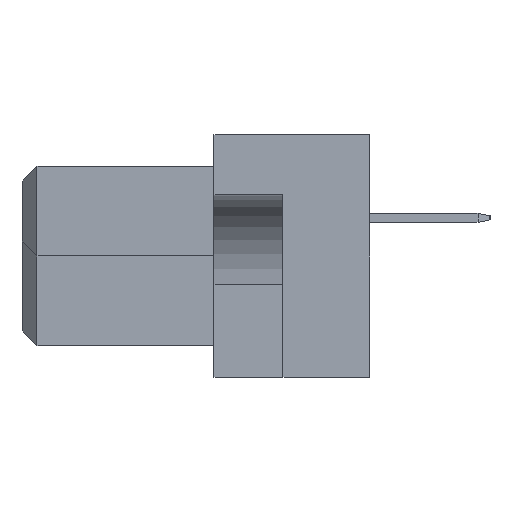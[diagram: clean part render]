
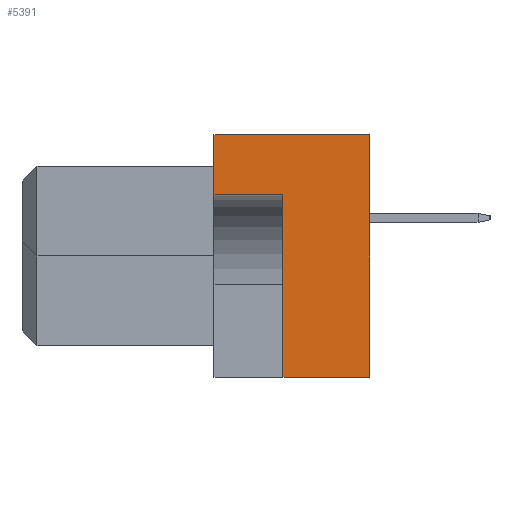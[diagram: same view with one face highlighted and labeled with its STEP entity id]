
A CAD part, left-side view. The second image highlights one B-rep face of the part: STEP entity #5391.
In plain terms, the highlighted planar face has unit normal (-1, 0, 0).
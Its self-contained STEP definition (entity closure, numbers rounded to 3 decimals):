
#56 = LINE ( 'NONE', #4275, #3480 ) ;
#110 = ORIENTED_EDGE ( 'NONE', *, *, #6011, .F. ) ;
#247 = VECTOR ( 'NONE', #5551, 1000. ) ;
#1874 = VECTOR ( 'NONE', #11834, 1000. ) ;
#1902 = LINE ( 'NONE', #6198, #4985 ) ;
#2114 = EDGE_CURVE ( 'NONE', #10457, #3181, #56, .T. ) ;
#3147 = VERTEX_POINT ( 'NONE', #13502 ) ;
#3180 = AXIS2_PLACEMENT_3D ( 'NONE', #10020, #5924, #11194 ) ;
#3181 = VERTEX_POINT ( 'NONE', #13364 ) ;
#3240 = CARTESIAN_POINT ( 'NONE',  ( -27.5, 2.9, 2.05 ) ) ;
#3364 = EDGE_CURVE ( 'NONE', #3147, #4581, #5130, .T. ) ;
#3480 = VECTOR ( 'NONE', #7369, 1000. ) ;
#3652 = ORIENTED_EDGE ( 'NONE', *, *, #9724, .T. ) ;
#3972 = EDGE_CURVE ( 'NONE', #8589, #12314, #9108, .T. ) ;
#4139 = VECTOR ( 'NONE', #6399, 1000. ) ;
#4275 = CARTESIAN_POINT ( 'NONE',  ( -27.5, 2.9, 2.05 ) ) ;
#4581 = VERTEX_POINT ( 'NONE', #11826 ) ;
#4985 = VECTOR ( 'NONE', #10481, 1000. ) ;
#5130 = LINE ( 'NONE', #8362, #4139 ) ;
#5391 = ADVANCED_FACE ( 'NONE', ( #7891 ), #9016, .F. ) ;
#5400 = CARTESIAN_POINT ( 'NONE',  ( -27.5, 0., -4.05 ) ) ;
#5551 = DIRECTION ( 'NONE',  ( 0., 0., 1. ) ) ;
#5924 = DIRECTION ( 'NONE',  ( 1., 0., 0. ) ) ;
#6011 = EDGE_CURVE ( 'NONE', #3181, #3147, #1902, .T. ) ;
#6198 = CARTESIAN_POINT ( 'NONE',  ( -27.5, 5.2, 4.05 ) ) ;
#6399 = DIRECTION ( 'NONE',  ( 0., -1., 0. ) ) ;
#6636 = VECTOR ( 'NONE', #13398, 1000. ) ;
#7169 = EDGE_LOOP ( 'NONE', ( #110, #12963, #7399, #9753, #3652, #10815 ) ) ;
#7369 = DIRECTION ( 'NONE',  ( 0., 1., 0. ) ) ;
#7399 = ORIENTED_EDGE ( 'NONE', *, *, #12023, .F. ) ;
#7891 = FACE_OUTER_BOUND ( 'NONE', #7169, .T. ) ;
#7977 = CARTESIAN_POINT ( 'NONE',  ( -27.5, 5.2, -4.05 ) ) ;
#8362 = CARTESIAN_POINT ( 'NONE',  ( -27.5, 5.2, 4.05 ) ) ;
#8589 = VERTEX_POINT ( 'NONE', #9519 ) ;
#8917 = LINE ( 'NONE', #9912, #247 ) ;
#9002 = CARTESIAN_POINT ( 'NONE',  ( -27.5, 2.9, 2.05 ) ) ;
#9016 = PLANE ( 'NONE',  #3180 ) ;
#9108 = LINE ( 'NONE', #7977, #6636 ) ;
#9519 = CARTESIAN_POINT ( 'NONE',  ( -27.5, 2.9, -4.05 ) ) ;
#9724 = EDGE_CURVE ( 'NONE', #12314, #4581, #8917, .T. ) ;
#9753 = ORIENTED_EDGE ( 'NONE', *, *, #3972, .T. ) ;
#9912 = CARTESIAN_POINT ( 'NONE',  ( -27.5, 0., 4.05 ) ) ;
#10020 = CARTESIAN_POINT ( 'NONE',  ( -27.5, 5.2, 4.05 ) ) ;
#10457 = VERTEX_POINT ( 'NONE', #9002 ) ;
#10481 = DIRECTION ( 'NONE',  ( 0., 0., 1. ) ) ;
#10698 = LINE ( 'NONE', #3240, #1874 ) ;
#10815 = ORIENTED_EDGE ( 'NONE', *, *, #3364, .F. ) ;
#11194 = DIRECTION ( 'NONE',  ( 0., 0., -1. ) ) ;
#11826 = CARTESIAN_POINT ( 'NONE',  ( -27.5, 0., 4.05 ) ) ;
#11834 = DIRECTION ( 'NONE',  ( 0., 0., 1. ) ) ;
#12023 = EDGE_CURVE ( 'NONE', #8589, #10457, #10698, .T. ) ;
#12314 = VERTEX_POINT ( 'NONE', #5400 ) ;
#12963 = ORIENTED_EDGE ( 'NONE', *, *, #2114, .F. ) ;
#13364 = CARTESIAN_POINT ( 'NONE',  ( -27.5, 5.2, 2.05 ) ) ;
#13398 = DIRECTION ( 'NONE',  ( 0., -1., 0. ) ) ;
#13502 = CARTESIAN_POINT ( 'NONE',  ( -27.5, 5.2, 4.05 ) ) ;
